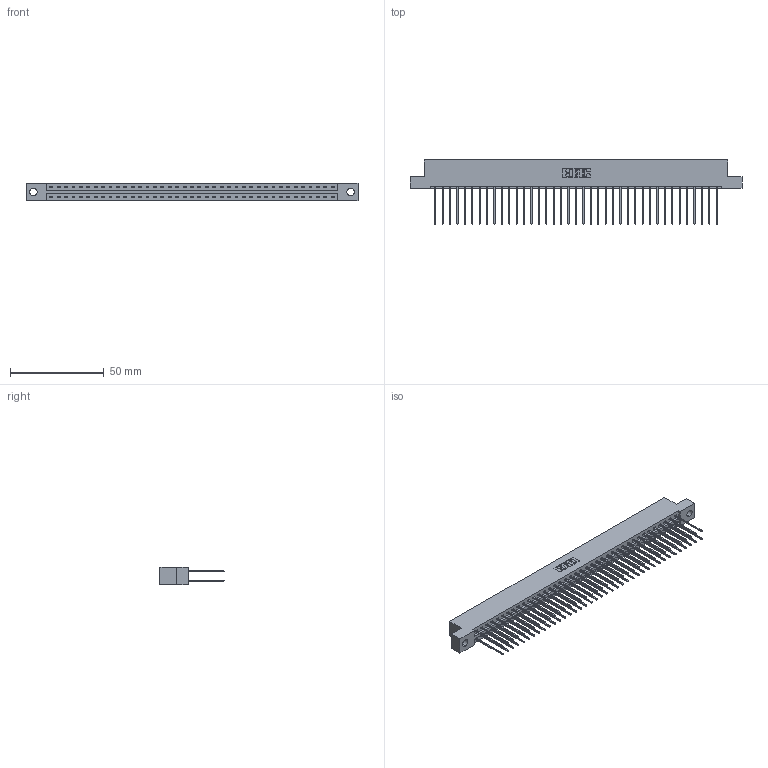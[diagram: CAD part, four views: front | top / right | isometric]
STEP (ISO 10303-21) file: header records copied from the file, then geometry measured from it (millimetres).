
FILE_DESCRIPTION (( 'STEP AP203' ), '1' );
FILE_NAME ('387-078-541-204.STEP', '2019-10-22T06:00:35', ( '' ), ( '' ), 'SwSTEP 2.0', 'SolidWorks 2016', '' );
FILE_SCHEMA (( 'CONFIG_CONTROL_DESIGN' ));
Length unit declared in the file: inch
Products named in the file (3): 337 Part_Flush Mounting Lugs - 0.156 Dia-TH; 387-078-541-204; 345-292-001_345-293-141
Assembly tree (79 placements, depth 2):
  387-078-541-204
    337 Part_Flush Mounting Lugs - 0.156 Dia-TH
    345-292-001_345-293-141  x78
Bounding box: 177.55 x 34.3 x 9.4 mm (x, y, z)
Volume: 19030.9 mm3; surface area: 23529 mm2
Topology: 79 solids, 79 shells, 4326 faces, 12869 edges, 8474 vertices
Faces by surface type: plane 3034, cylinder 1292
Entity records: 30647 total; most frequent: CARTESIAN_POINT 5166, ORIENTED_EDGE 5102, DIRECTION 4399, EDGE_CURVE 2551, LINE 2423, VECTOR 2423, VERTEX_POINT 1698, AXIS2_PLACEMENT_3D 988
